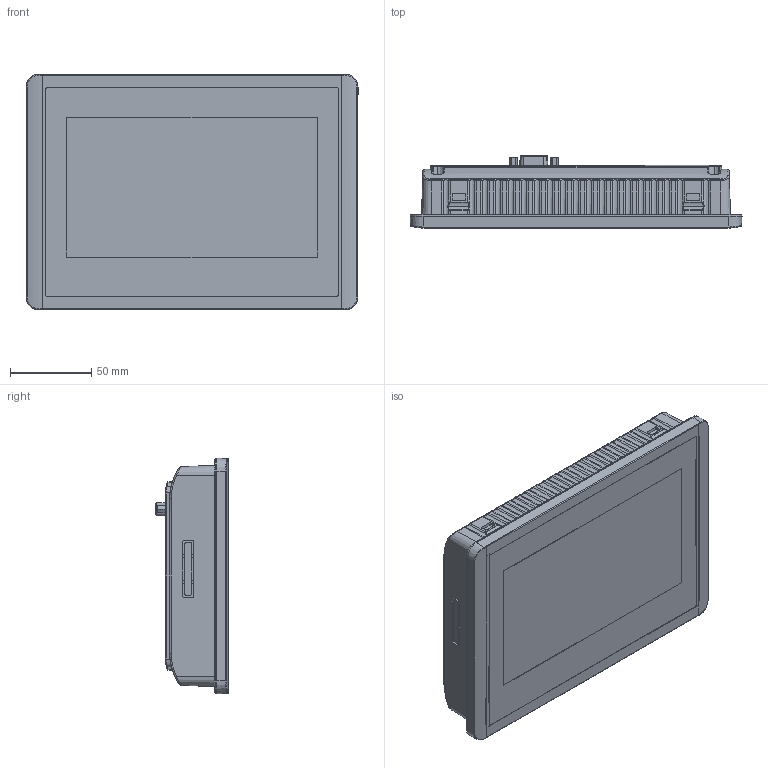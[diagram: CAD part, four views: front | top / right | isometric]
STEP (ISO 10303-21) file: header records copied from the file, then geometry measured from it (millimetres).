
FILE_DESCRIPTION (( 'STEP AP214' ), '1' );
FILE_NAME ('ETG-CP-070_Ïàíåëü îïåðàòîðà ETG 7'''' ñåðèè ONI.STEP', '2018-09-24T12:13:50', ( '' ), ( '' ), 'SwSTEP 2.0', 'SolidWorks 2014', '' );
FILE_SCHEMA (( 'AUTOMOTIVE_DESIGN' ));
Length unit declared in the file: millimetre
Products named in the file (1): ETG-CP-070_Ïàíåëü îïåðàòîðà ETG 7'''' ñåðèè ONI
Bounding box: 204 x 44.4 x 145 mm (x, y, z)
Surface area: 159457.4 mm2 (no closed solid volume)
Topology: 0 solids, 11 shells, 856 faces, 2562 edges, 1697 vertices
Faces by surface type: bspline 308, plane 231, cylinder 220, cone 97
Entity records: 57988 total; most frequent: CARTESIAN_POINT 29784, ORIENTED_EDGE 4472, EDGE_CURVE 2560, DIRECTION 2551, VERTEX_POINT 1697, B_SPLINE_CURVE_WITH_KNOTS 1317, LINE 917, VECTOR 917
